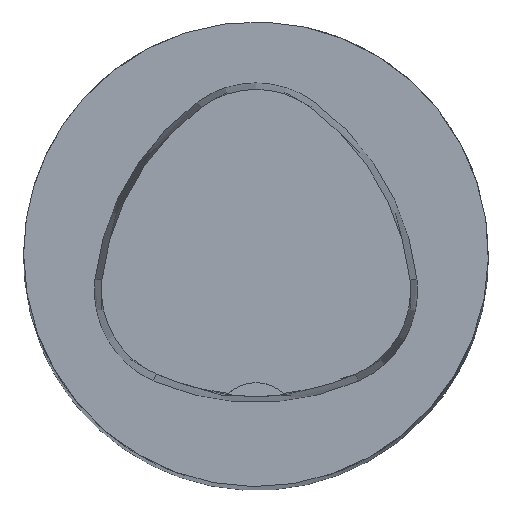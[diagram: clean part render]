
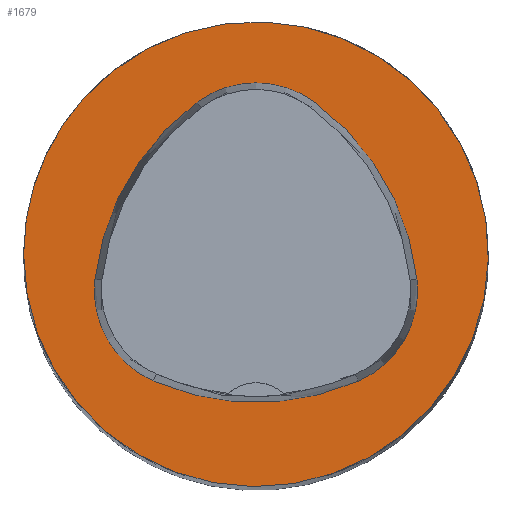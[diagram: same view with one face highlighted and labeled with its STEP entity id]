
A CAD part, top view. The second image highlights one B-rep face of the part: STEP entity #1679.
In plain terms, the highlighted planar face has unit normal (0, 0, 1).
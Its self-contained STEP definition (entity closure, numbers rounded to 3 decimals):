
#1679=ADVANCED_FACE('',(#2246,#2247),#1974,.T.);
#1974=PLANE('',#5956);
#2246=FACE_BOUND('',#2321,.T.);
#2247=FACE_BOUND('',#2322,.T.);
#2321=EDGE_LOOP('',(#2818,#2819,#2820,#2821,#2822,#2823));
#2322=EDGE_LOOP('',(#2824));
#2818=ORIENTED_EDGE('',*,*,#5004,.T.);
#2819=ORIENTED_EDGE('',*,*,#4984,.T.);
#2820=ORIENTED_EDGE('',*,*,#4988,.T.);
#2821=ORIENTED_EDGE('',*,*,#4991,.T.);
#2822=ORIENTED_EDGE('',*,*,#4994,.T.);
#2823=ORIENTED_EDGE('',*,*,#5002,.T.);
#2824=ORIENTED_EDGE('',*,*,#4951,.F.);
#4366=VERTEX_POINT('',#7940);
#4397=VERTEX_POINT('',#8085);
#4398=VERTEX_POINT('',#8086);
#4401=VERTEX_POINT('',#8094);
#4403=VERTEX_POINT('',#8100);
#4405=VERTEX_POINT('',#8106);
#4412=VERTEX_POINT('',#8127);
#4951=EDGE_CURVE('',#4366,#4366,#5743,.T.);
#4984=EDGE_CURVE('',#4397,#4398,#5746,.T.);
#4988=EDGE_CURVE('',#4398,#4401,#5748,.T.);
#4991=EDGE_CURVE('',#4401,#4403,#5750,.T.);
#4994=EDGE_CURVE('',#4403,#4405,#5752,.T.);
#5002=EDGE_CURVE('',#4405,#4412,#5756,.T.);
#5004=EDGE_CURVE('',#4412,#4397,#5758,.T.);
#5743=CIRCLE('',#5917,40.);
#5746=CIRCLE('',#5934,44.);
#5748=CIRCLE('',#5937,17.);
#5750=CIRCLE('',#5940,44.);
#5752=CIRCLE('',#5943,17.);
#5756=CIRCLE('',#5948,44.);
#5758=CIRCLE('',#5951,17.);
#5917=AXIS2_PLACEMENT_3D('',#7939,#6459,#6460);
#5934=AXIS2_PLACEMENT_3D('',#8084,#6503,#6504);
#5937=AXIS2_PLACEMENT_3D('',#8093,#6511,#6512);
#5940=AXIS2_PLACEMENT_3D('',#8099,#6518,#6519);
#5943=AXIS2_PLACEMENT_3D('',#8105,#6525,#6526);
#5948=AXIS2_PLACEMENT_3D('',#8128,#6537,#6538);
#5951=AXIS2_PLACEMENT_3D('',#8131,#6543,#6544);
#5956=AXIS2_PLACEMENT_3D('',#8136,#6553,#6554);
#6459=DIRECTION('',(0.,0.,-1.));
#6460=DIRECTION('',(-1.,0.,0.));
#6503=DIRECTION('',(0.,0.,-1.));
#6504=DIRECTION('',(-1.,0.,0.));
#6511=DIRECTION('',(0.,0.,-1.));
#6512=DIRECTION('',(-1.,0.,0.));
#6518=DIRECTION('',(0.,0.,-1.));
#6519=DIRECTION('',(-1.,0.,0.));
#6525=DIRECTION('',(0.,0.,-1.));
#6526=DIRECTION('',(-1.,0.,0.));
#6537=DIRECTION('',(0.,0.,-1.));
#6538=DIRECTION('',(-1.,0.,0.));
#6543=DIRECTION('',(0.,0.,-1.));
#6544=DIRECTION('',(-1.,0.,0.));
#6553=DIRECTION('',(0.,0.,1.));
#6554=DIRECTION('',(1.,0.,0.));
#7939=CARTESIAN_POINT('',(0.,0.,0.));
#7940=CARTESIAN_POINT('',(-40.,0.,0.));
#8084=CARTESIAN_POINT('',(16.01,-9.224,0.));
#8085=CARTESIAN_POINT('',(-27.722,-4.378,0.));
#8086=CARTESIAN_POINT('',(-10.119,26.178,0.));
#8093=CARTESIAN_POINT('',(-0.023,12.5,0.));
#8094=CARTESIAN_POINT('',(10.049,26.194,0.));
#8099=CARTESIAN_POINT('',(-16.021,-9.25,0.));
#8100=CARTESIAN_POINT('',(27.71,-4.394,0.));
#8105=CARTESIAN_POINT('',(10.814,-6.27,0.));
#8106=CARTESIAN_POINT('',(17.611,-21.852,0.));
#8127=CARTESIAN_POINT('',(-17.652,-21.819,0.));
#8128=CARTESIAN_POINT('',(0.017,18.477,0.));
#8131=CARTESIAN_POINT('',(-10.825,-6.25,0.));
#8136=CARTESIAN_POINT('',(0.,0.,0.));
